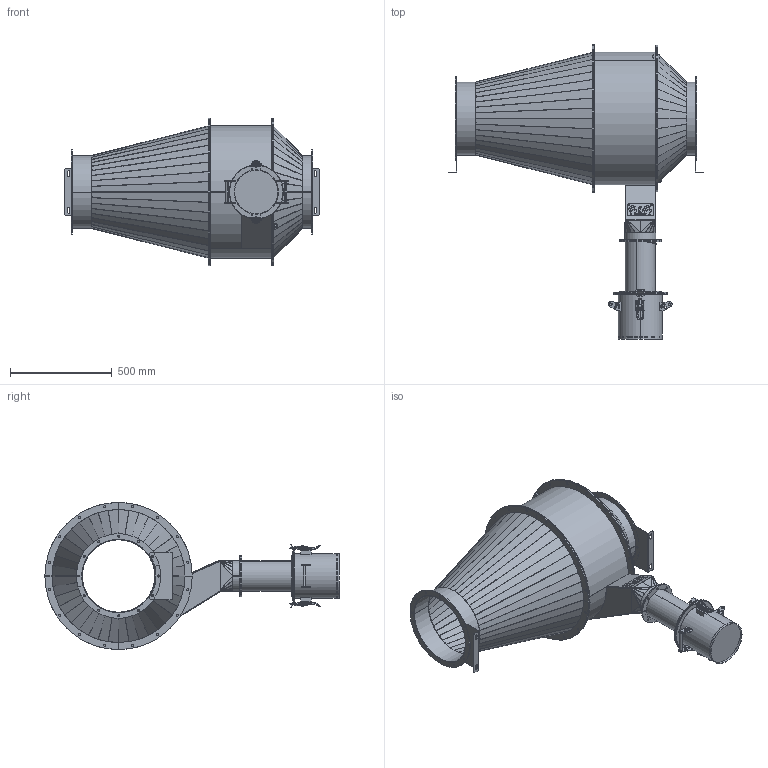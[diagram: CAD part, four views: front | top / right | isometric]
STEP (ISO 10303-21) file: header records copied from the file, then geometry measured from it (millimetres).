
FILE_DESCRIPTION (( 'STEP AP203' ), '1' );
FILE_NAME ('SS0010.STEP', '2023-11-14T11:17:57', ( '' ), ( '' ), 'SwSTEP 2.0', 'SolidWorks 2022', '' );
FILE_SCHEMA (( 'CONFIG_CONTROL_DESIGN' ));
Length unit declared in the file: millimetre
Products named in the file (40): OJ-S007-05 - BRACKET GRIP_Výchozí; OJ-S007-01 - BODY_Výchozí; OJ-S113-04 - COLLAR_Výchozí; _K0051_halter_2720_GH_Výchozí; PRGG-DNXXXX - FLANGE G&G_PRGG-DN150; OJ-355 - SPARK SEPARATOR D355 23-10_Výchozí; OJ-S114-06 - COLLAR_Výchozí; OJ-S115-00 - WLDM COVER_Výchozí; OJ-S113-00 - WLDM BODY_Výchozí; OJ-S114-01 - COLLAR_Výchozí; _K0051_griffK0051.1611452_Výchozí; OJ-S114-05 - REDUCT Q-R_Výchozí; ISO 7380 M5X12-8.8 - SROUB 2; OJ-S114-03 - COVER RQ_Výchozí; RU-D000-78 - COVER-LOGO_Výchozí; OJ-D000-02 - SEAL_Výchozí; OJ-S115-03 - REDUCT_Výchozí; K0051.1611451_UPNUTO; OJ-D000-44 - SUPP FLANGE_Výchozí; OJ-S114-08 - COLLAR_Výchozí; _M 8_mutter_Výchozí; OJ-S007-03 - BOTTOM_Výchozí; OJ-S114-02 - REDUCT Q_Výchozí; _K0051_verschluss_8_Výchozí; OJ-D000-45 - FLANGE_Výchozí; BOLT JOINT - B+W-W+N_M12x35-X12-W; OJ-S007-00 - WLDM TRAY_Výchozí; OJ-S007-04 - BRACKET CLIPS_Výchozí; _K0051_spindel_8_Výchozí; BOLT JOINT - B+W-W+N_M10x25-X8-W; OJ-S113-03 - BODY_Výchozí; OJ-S115-02 - COLLAR_Výchozí; OJ-M001-01 - ASSY TRAY_Výchozí; OJ-S007-02 - TUBE_Výchozí; OJ-S114-00 - WLDM TUBE_Výchozí; OJ-D000-09 - SPIRO TUBE_Výchozí; SS0010; OJ-S007-06 - GRIP_Výchozí; OJ-D000-22 - FLANGE TRAY_Výchozí; PRGG-DNXXXX - FLANGE G&G_PRGG-DN355-2S
Assembly tree (77 placements, depth 5):
  SS0010
    OJ-355 - SPARK SEPARATOR D355 23-10_Výchozí
      OJ-S113-00 - WLDM BODY_Výchozí
        OJ-S113-03 - BODY_Výchozí  x4
        OJ-D000-45 - FLANGE_Výchozí  x4
        OJ-S113-04 - COLLAR_Výchozí  x2
        PRGG-DNXXXX - FLANGE G&G_PRGG-DN355-2S  x2
      OJ-S114-00 - WLDM TUBE_Výchozí
        OJ-S114-01 - COLLAR_Výchozí  x2
        OJ-D000-45 - FLANGE_Výchozí  x8
        OJ-S114-02 - REDUCT Q_Výchozí
        OJ-S114-03 - COVER RQ_Výchozí
        OJ-S114-05 - REDUCT Q-R_Výchozí  x2
        OJ-S114-06 - COLLAR_Výchozí
        PRGG-DNXXXX - FLANGE G&G_PRGG-DN150
        OJ-S114-08 - COLLAR_Výchozí
      OJ-S115-00 - WLDM COVER_Výchozí
        OJ-D000-45 - FLANGE_Výchozí  x4
        OJ-S115-02 - COLLAR_Výchozí  x2
        PRGG-DNXXXX - FLANGE G&G_PRGG-DN355-2S  x2
        OJ-S115-03 - REDUCT_Výchozí  x2
      RU-D000-78 - COVER-LOGO_Výchozí
      OJ-M001-01 - ASSY TRAY_Výchozí
        OJ-S007-00 - WLDM TRAY_Výchozí
          OJ-S007-01 - BODY_Výchozí
          OJ-S007-02 - TUBE_Výchozí
          OJ-S007-03 - BOTTOM_Výchozí
          OJ-S007-04 - BRACKET CLIPS_Výchozí  x2
          OJ-S007-05 - BRACKET GRIP_Výchozí  x4
          OJ-S007-06 - GRIP_Výchozí  x2
        ISO 7380 M5X12-8.8 - SROUB 2  x4
        K0051.1611451_UPNUTO  x2
          _K0051_halter_2720_GH_Výchozí
          _K0051_griffK0051.1611452_Výchozí
          _K0051_spindel_8_Výchozí
          _K0051_verschluss_8_Výchozí
          _M 8_mutter_Výchozí
      OJ-D000-22 - FLANGE TRAY_Výchozí
      PRGG-DNXXXX - FLANGE G&G_PRGG-DN150  x2
      OJ-D000-02 - SEAL_Výchozí
      BOLT JOINT - B+W-W+N_M10x25-X8-W
      OJ-D000-44 - SUPP FLANGE_Výchozí  x2
      OJ-D000-09 - SPIRO TUBE_Výchozí
      BOLT JOINT - B+W-W+N_M12x35-X12-W
Bounding box: 1253 x 1446 x 724 mm (x, y, z)
Volume: 6727741.2 mm3; surface area: 7189319.1 mm2
Topology: 74 solids, 75 shells, 2639 faces, 6253 edges, 3793 vertices
Faces by surface type: plane 1245, cylinder 820, bspline 460, cone 94, torus 12, sphere 8
Full cylindrical faces by diameter (mm): 214 x1, 217 x1
Entity records: 48998 total; most frequent: CARTESIAN_POINT 16148, ORIENTED_EDGE 5930, DIRECTION 5335, EDGE_CURVE 2965, LINE 1843, VECTOR 1843, VERTEX_POINT 1814, AXIS2_PLACEMENT_3D 1746
